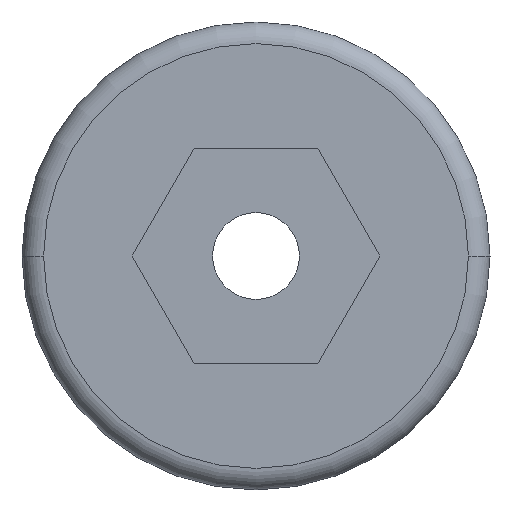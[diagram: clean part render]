
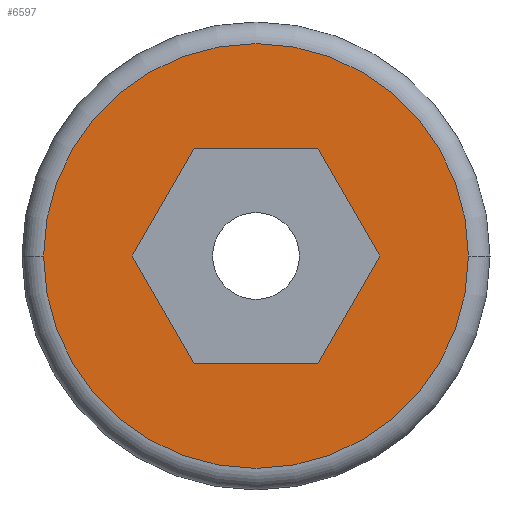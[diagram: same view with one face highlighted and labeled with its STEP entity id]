
A CAD part, left-side view. The second image highlights one B-rep face of the part: STEP entity #6597.
In plain terms, the highlighted planar face has unit normal (-1, 0, 0).
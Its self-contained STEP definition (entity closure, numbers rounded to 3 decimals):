
#2862=DIRECTION('',(0.,-0.5,0.866));
#2863=VECTOR('',#2862,1.455);
#2864=CARTESIAN_POINT('',(-2.93,1.455,0.));
#2865=LINE('',#2864,#2863);
#2866=DIRECTION('',(0.,0.5,0.866));
#2867=VECTOR('',#2866,1.455);
#2868=CARTESIAN_POINT('',(-2.93,0.727,-1.26));
#2869=LINE('',#2868,#2867);
#2870=DIRECTION('',(0.,1.,0.));
#2871=VECTOR('',#2870,1.455);
#2872=CARTESIAN_POINT('',(-2.93,-0.727,-1.26));
#2873=LINE('',#2872,#2871);
#2874=DIRECTION('',(0.,0.5,-0.866));
#2875=VECTOR('',#2874,1.455);
#2876=CARTESIAN_POINT('',(-2.93,-1.455,0.));
#2877=LINE('',#2876,#2875);
#2878=DIRECTION('',(0.,-0.5,-0.866));
#2879=VECTOR('',#2878,1.455);
#2880=CARTESIAN_POINT('',(-2.93,-0.727,1.26));
#2881=LINE('',#2880,#2879);
#2882=DIRECTION('',(0.,-1.,0.));
#2883=VECTOR('',#2882,1.455);
#2884=CARTESIAN_POINT('',(-2.93,0.727,1.26));
#2885=LINE('',#2884,#2883);
#2886=CARTESIAN_POINT('',(-2.93,0.,0.));
#2887=DIRECTION('',(-1.,0.,0.));
#2888=DIRECTION('',(0.,1.,0.));
#2889=AXIS2_PLACEMENT_3D('',#2886,#2887,#2888);
#2891=CARTESIAN_POINT('',(-2.93,0.,0.));
#2892=DIRECTION('',(-1.,0.,0.));
#2893=DIRECTION('',(0.,-1.,0.));
#2894=AXIS2_PLACEMENT_3D('',#2891,#2892,#2893);
#3113=CARTESIAN_POINT('',(-2.93,1.455,0.));
#3114=CARTESIAN_POINT('',(-2.93,0.727,1.26));
#3115=VERTEX_POINT('',#3113);
#3116=VERTEX_POINT('',#3114);
#3117=CARTESIAN_POINT('',(-2.93,-0.727,1.26));
#3118=VERTEX_POINT('',#3117);
#3119=CARTESIAN_POINT('',(-2.93,-1.455,0.));
#3120=VERTEX_POINT('',#3119);
#3121=CARTESIAN_POINT('',(-2.93,-0.727,-1.26));
#3122=VERTEX_POINT('',#3121);
#3123=CARTESIAN_POINT('',(-2.93,0.727,-1.26));
#3124=VERTEX_POINT('',#3123);
#3125=CARTESIAN_POINT('',(-2.93,2.496,0.));
#3126=CARTESIAN_POINT('',(-2.93,-2.496,0.));
#3127=VERTEX_POINT('',#3125);
#3128=VERTEX_POINT('',#3126);
#6573=CARTESIAN_POINT('',(-2.93,0.,0.));
#6574=DIRECTION('',(1.,0.,0.));
#6575=DIRECTION('',(0.,-1.,0.));
#6576=AXIS2_PLACEMENT_3D('',#6573,#6574,#6575);
#6577=PLANE('',#6576);
#6579=ORIENTED_EDGE('',*,*,#6578,.F.);
#6580=ORIENTED_EDGE('',*,*,#6563,.F.);
#6581=EDGE_LOOP('',(#6579,#6580));
#6582=FACE_OUTER_BOUND('',#6581,.F.);
#6584=ORIENTED_EDGE('',*,*,#6583,.F.);
#6586=ORIENTED_EDGE('',*,*,#6585,.F.);
#6588=ORIENTED_EDGE('',*,*,#6587,.F.);
#6590=ORIENTED_EDGE('',*,*,#6589,.F.);
#6592=ORIENTED_EDGE('',*,*,#6591,.F.);
#6594=ORIENTED_EDGE('',*,*,#6593,.F.);
#6595=EDGE_LOOP('',(#6584,#6586,#6588,#6590,#6592,#6594));
#6596=FACE_BOUND('',#6595,.F.);
#2890=CIRCLE('',#2889,2.496);
#2895=CIRCLE('',#2894,2.496);
#6563=EDGE_CURVE('',#3128,#3127,#2895,.T.);
#6578=EDGE_CURVE('',#3127,#3128,#2890,.T.);
#6583=EDGE_CURVE('',#3115,#3116,#2865,.T.);
#6585=EDGE_CURVE('',#3124,#3115,#2869,.T.);
#6587=EDGE_CURVE('',#3122,#3124,#2873,.T.);
#6589=EDGE_CURVE('',#3120,#3122,#2877,.T.);
#6591=EDGE_CURVE('',#3118,#3120,#2881,.T.);
#6593=EDGE_CURVE('',#3116,#3118,#2885,.T.);
#6597=ADVANCED_FACE('',(#6582,#6596),#6577,.F.);
